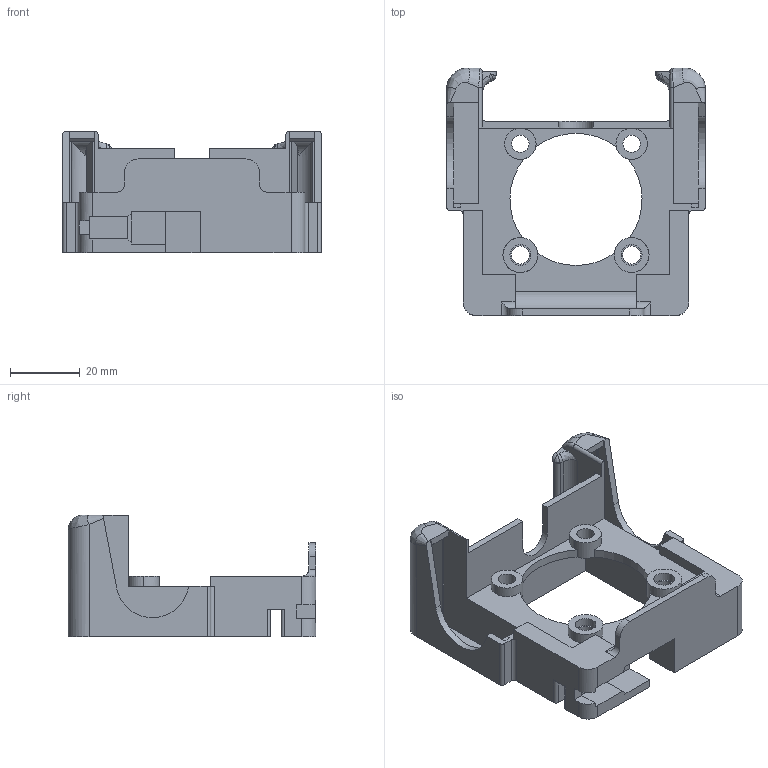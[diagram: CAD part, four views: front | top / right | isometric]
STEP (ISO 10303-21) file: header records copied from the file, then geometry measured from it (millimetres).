
FILE_DESCRIPTION(/* description */ (''),/* implementation_level */ '2;1');
FILE_NAME(/* name */ 'ProMega Front Fan Shroud With Top Fin v21.step',/* time_stamp */ '2018-09-01T03:32:15-04:00',/* author */ ('mislerBQ5LN'),/* organization */ (''),/* preprocessor_version */ 'ST-DEVELOPER v17.2',/* originating_system */ 'Autodesk Translation Framework v7.6.0.251',/* authorisation */ '');
FILE_SCHEMA (('AUTOMOTIVE_DESIGN { 1 0 10303 214 3 1 1 }'));
Length unit declared in the file: millimetre
Products named in the file (1): ProMega Front Fan Shroud With Top Fin
Bounding box: 74.4 x 71.25 x 35 mm (x, y, z)
Volume: 33447.1 mm3; surface area: 21996.2 mm2
Topology: 1 solids, 1 shells, 216 faces, 605 edges, 384 vertices
Faces by surface type: plane 127, cylinder 65, bspline 24
Full cylindrical faces by diameter (mm): 5 x2, 5.2 x2, 6 x2, 10 x2
Entity records: 8004 total; most frequent: CARTESIAN_POINT 2491, ORIENTED_EDGE 1206, DIRECTION 1075, EDGE_CURVE 603, LINE 389, VECTOR 389, VERTEX_POINT 384, AXIS2_PLACEMENT_3D 343
